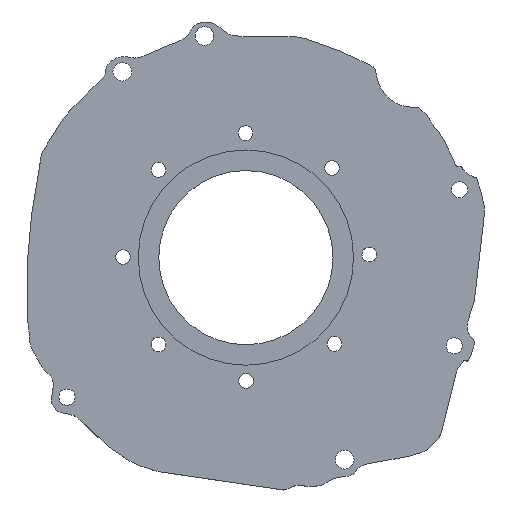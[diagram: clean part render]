
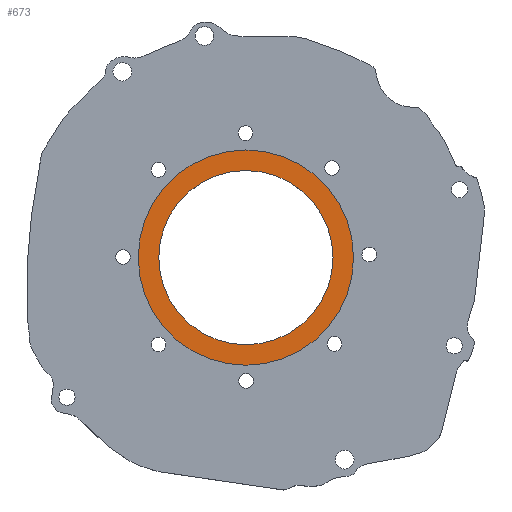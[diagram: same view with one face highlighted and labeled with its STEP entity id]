
A CAD part, top view. The second image highlights one B-rep face of the part: STEP entity #673.
In plain terms, the highlighted planar face has unit normal (0, 0, 1).
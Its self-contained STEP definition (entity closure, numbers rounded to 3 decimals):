
#26=FACE_BOUND('',#130,.T.);
#65=PLANE('',#765);
#85=FACE_OUTER_BOUND('',#129,.T.);
#129=EDGE_LOOP('',(#526));
#130=EDGE_LOOP('',(#527));
#270=CIRCLE('',#764,86.5);
#271=CIRCLE('',#766,70.);
#334=VERTEX_POINT('',#1138);
#335=VERTEX_POINT('',#1142);
#409=EDGE_CURVE('',#334,#334,#270,.T.);
#410=EDGE_CURVE('',#335,#335,#271,.T.);
#526=ORIENTED_EDGE('',*,*,#409,.F.);
#527=ORIENTED_EDGE('',*,*,#410,.F.);
#673=ADVANCED_FACE('',(#85,#26),#65,.T.);
#764=AXIS2_PLACEMENT_3D('',#1140,#932,#933);
#765=AXIS2_PLACEMENT_3D('',#1141,#934,#935);
#766=AXIS2_PLACEMENT_3D('',#1143,#936,#937);
#932=DIRECTION('center_axis',(0.,0.,-1.));
#933=DIRECTION('ref_axis',(1.,0.,0.));
#934=DIRECTION('center_axis',(0.,0.,1.));
#935=DIRECTION('ref_axis',(1.,0.,0.));
#936=DIRECTION('center_axis',(0.,0.,1.));
#937=DIRECTION('ref_axis',(1.,0.,0.));
#1138=CARTESIAN_POINT('',(-86.194,-1.5,-3.));
#1140=CARTESIAN_POINT('Origin',(0.306,-1.5,-3.));
#1141=CARTESIAN_POINT('Origin',(0.306,-1.5,-3.));
#1142=CARTESIAN_POINT('',(-69.694,-1.5,-3.));
#1143=CARTESIAN_POINT('Origin',(0.306,-1.5,-3.));
